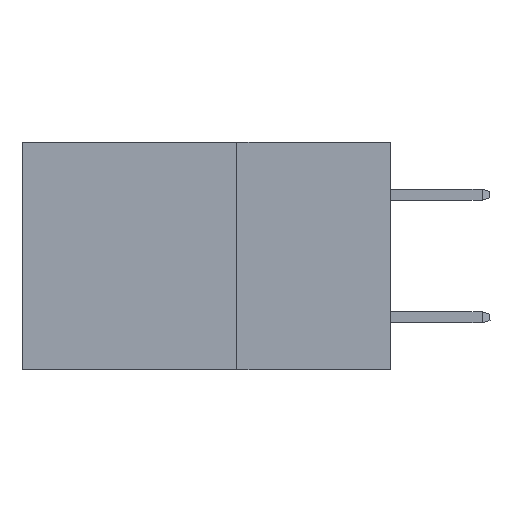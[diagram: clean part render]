
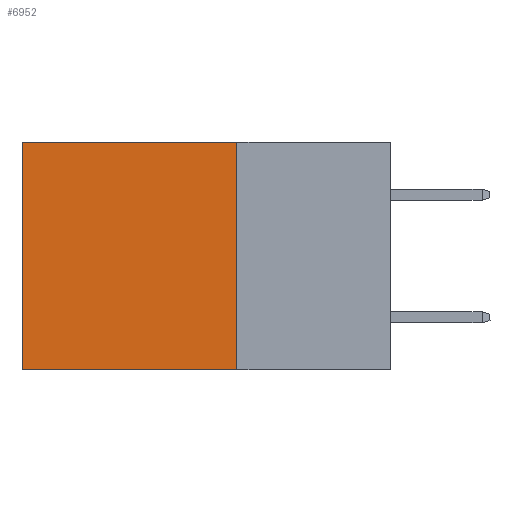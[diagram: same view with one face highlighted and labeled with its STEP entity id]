
A CAD part, left-side view. The second image highlights one B-rep face of the part: STEP entity #6952.
In plain terms, the highlighted planar face has unit normal (-1, 0, 0).
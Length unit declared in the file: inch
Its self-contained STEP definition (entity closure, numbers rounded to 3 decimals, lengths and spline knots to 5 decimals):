
#490 = LINE ( 'NONE', #3554, #4642 ) ;
#561 = CARTESIAN_POINT ( 'NONE',  ( 0.2875, 0.25, 0. ) ) ;
#1054 = EDGE_CURVE ( 'NONE', #1844, #8627, #4537, .T. ) ;
#1560 = CARTESIAN_POINT ( 'NONE',  ( 0.2875, 0.6, -0.37 ) ) ;
#1844 = VERTEX_POINT ( 'NONE', #7750 ) ;
#2451 = DIRECTION ( 'NONE',  ( 0., 1., 0. ) ) ;
#2522 = CARTESIAN_POINT ( 'NONE',  ( 0.2875, 0.25, -0.37 ) ) ;
#2554 = DIRECTION ( 'NONE',  ( 0., 0., -1. ) ) ;
#2572 = DIRECTION ( 'NONE',  ( 0., 0., -1. ) ) ;
#3505 = CARTESIAN_POINT ( 'NONE',  ( 0.2875, 0.25, 0. ) ) ;
#3554 = CARTESIAN_POINT ( 'NONE',  ( 0.2875, 0.6, 0. ) ) ;
#3688 = CARTESIAN_POINT ( 'NONE',  ( 0.2875, 0.25, -0.37 ) ) ;
#4537 = LINE ( 'NONE', #12791, #7086 ) ;
#4642 = VECTOR ( 'NONE', #2554, 39.37008 ) ;
#4648 = ORIENTED_EDGE ( 'NONE', *, *, #1054, .F. ) ;
#5594 = LINE ( 'NONE', #561, #7123 ) ;
#6016 = CARTESIAN_POINT ( 'NONE',  ( 0.2875, 0.6, 0. ) ) ;
#6354 = AXIS2_PLACEMENT_3D ( 'NONE', #3505, #6812, #2572 ) ;
#6393 = ORIENTED_EDGE ( 'NONE', *, *, #7538, .T. ) ;
#6649 = VERTEX_POINT ( 'NONE', #6016 ) ;
#6812 = DIRECTION ( 'NONE',  ( 1., 0., 0. ) ) ;
#6952 = ADVANCED_FACE ( 'NONE', ( #12762 ), #9858, .F. ) ;
#7086 = VECTOR ( 'NONE', #12646, 39.37008 ) ;
#7123 = VECTOR ( 'NONE', #9723, 39.37008 ) ;
#7538 = EDGE_CURVE ( 'NONE', #6649, #13306, #490, .T. ) ;
#7750 = CARTESIAN_POINT ( 'NONE',  ( 0.2875, 0.25, 0. ) ) ;
#8627 = VERTEX_POINT ( 'NONE', #3688 ) ;
#9111 = ORIENTED_EDGE ( 'NONE', *, *, #13259, .T. ) ;
#9541 = EDGE_CURVE ( 'NONE', #8627, #13306, #10810, .T. ) ;
#9723 = DIRECTION ( 'NONE',  ( 0., 1., 0. ) ) ;
#9858 = PLANE ( 'NONE',  #6354 ) ;
#10293 = VECTOR ( 'NONE', #2451, 39.37008 ) ;
#10503 = ORIENTED_EDGE ( 'NONE', *, *, #9541, .F. ) ;
#10810 = LINE ( 'NONE', #2522, #10293 ) ;
#12643 = EDGE_LOOP ( 'NONE', ( #6393, #10503, #4648, #9111 ) ) ;
#12646 = DIRECTION ( 'NONE',  ( 0., 0., -1. ) ) ;
#12762 = FACE_OUTER_BOUND ( 'NONE', #12643, .T. ) ;
#12791 = CARTESIAN_POINT ( 'NONE',  ( 0.2875, 0.25, 0. ) ) ;
#13259 = EDGE_CURVE ( 'NONE', #1844, #6649, #5594, .T. ) ;
#13306 = VERTEX_POINT ( 'NONE', #1560 ) ;
